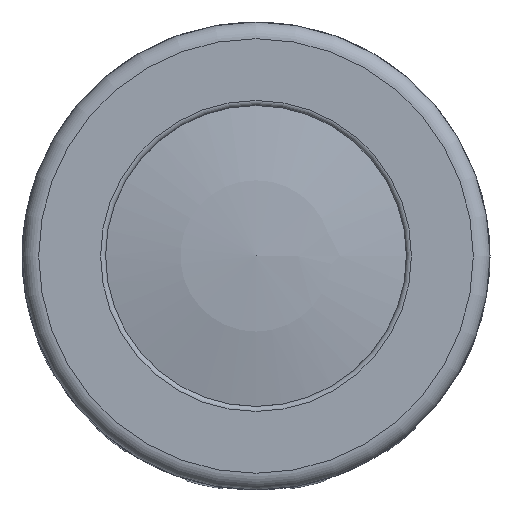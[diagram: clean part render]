
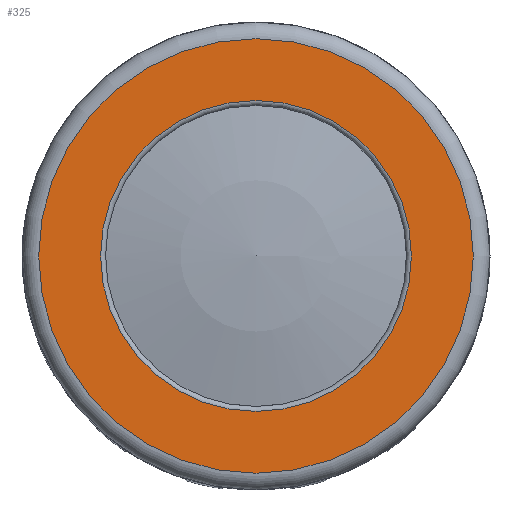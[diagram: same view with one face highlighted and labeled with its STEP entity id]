
A CAD part, top view. The second image highlights one B-rep face of the part: STEP entity #325.
In plain terms, the highlighted planar face has unit normal (0, 0, 1).
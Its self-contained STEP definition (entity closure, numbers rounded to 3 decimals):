
#325 = ADVANCED_FACE( '', ( #723, #724 ), #725, .F. );
#723 = FACE_BOUND( '', #1194, .T. );
#724 = FACE_OUTER_BOUND( '', #1195, .T. );
#725 = PLANE( '', #1196 );
#1194 = EDGE_LOOP( '', ( #2133 ) );
#1195 = EDGE_LOOP( '', ( #2134 ) );
#1196 = AXIS2_PLACEMENT_3D( '', #2135, #2136, #2137 );
#2133 = ORIENTED_EDGE( '', *, *, #3067, .T. );
#2134 = ORIENTED_EDGE( '', *, *, #3068, .T. );
#2135 = CARTESIAN_POINT( '', ( 0., 13., 87.5 ) );
#2136 = DIRECTION( '', ( 0., 0., -1. ) );
#2137 = DIRECTION( '', ( -1., 0., 0. ) );
#3067 = EDGE_CURVE( '', #3792, #3792, #3793, .T. );
#3068 = EDGE_CURVE( '', #3794, #3794, #3795, .T. );
#3792 = VERTEX_POINT( '', #5464 );
#3793 = CIRCLE( '', #5465, 9.3 );
#3794 = VERTEX_POINT( '', #5466 );
#3795 = CIRCLE( '', #5467, 13. );
#5464 = CARTESIAN_POINT( '', ( -9.3, 0., 87.5 ) );
#5465 = AXIS2_PLACEMENT_3D( '', #6063, #6064, #6065 );
#5466 = CARTESIAN_POINT( '', ( 13., 0., 87.5 ) );
#5467 = AXIS2_PLACEMENT_3D( '', #6066, #6067, #6068 );
#6063 = CARTESIAN_POINT( '', ( 0., 0., 87.5 ) );
#6064 = DIRECTION( '', ( 0., 0., -1. ) );
#6065 = DIRECTION( '', ( -1., 0., 0. ) );
#6066 = CARTESIAN_POINT( '', ( 0., 0., 87.5 ) );
#6067 = DIRECTION( '', ( 0., 0., 1. ) );
#6068 = DIRECTION( '', ( 1., 0., 0. ) );
